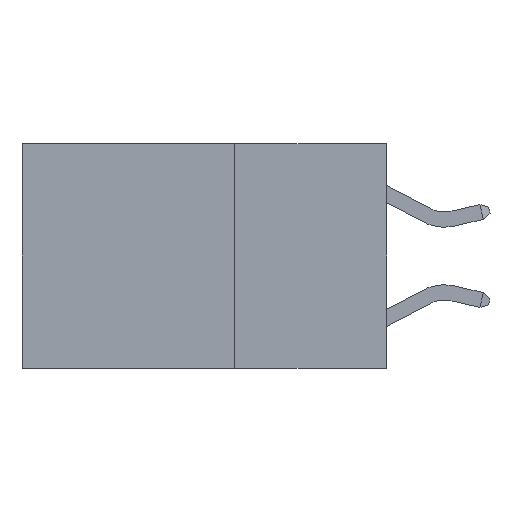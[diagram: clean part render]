
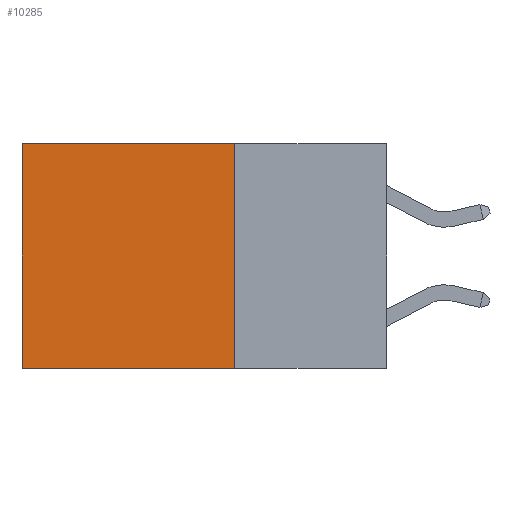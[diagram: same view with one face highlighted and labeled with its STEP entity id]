
A CAD part, left-side view. The second image highlights one B-rep face of the part: STEP entity #10285.
In plain terms, the highlighted planar face has unit normal (-1, 0, 0).
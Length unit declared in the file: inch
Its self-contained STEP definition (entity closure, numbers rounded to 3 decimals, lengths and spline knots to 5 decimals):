
#412 = ORIENTED_EDGE ( 'NONE', *, *, #6512, .F. ) ;
#770 = EDGE_CURVE ( 'NONE', #5325, #6527, #10609, .T. ) ;
#1478 = LINE ( 'NONE', #2671, #7013 ) ;
#2262 = LINE ( 'NONE', #10765, #10340 ) ;
#2414 = CARTESIAN_POINT ( 'NONE',  ( 0.2625, 0.6, -0.37 ) ) ;
#2671 = CARTESIAN_POINT ( 'NONE',  ( 0.2625, 0.6, 0. ) ) ;
#2699 = ORIENTED_EDGE ( 'NONE', *, *, #2854, .T. ) ;
#2854 = EDGE_CURVE ( 'NONE', #6973, #8248, #2262, .T. ) ;
#3520 = DIRECTION ( 'NONE',  ( 0., 0., -1. ) ) ;
#3565 = DIRECTION ( 'NONE',  ( 0., 0., -1. ) ) ;
#4367 = VECTOR ( 'NONE', #11131, 39.37008 ) ;
#4757 = EDGE_LOOP ( 'NONE', ( #8142, #7042, #412, #2699 ) ) ;
#5325 = VERTEX_POINT ( 'NONE', #11472 ) ;
#5491 = LINE ( 'NONE', #7492, #4367 ) ;
#5508 = DIRECTION ( 'NONE',  ( 0., 1., 0. ) ) ;
#6354 = DIRECTION ( 'NONE',  ( 0., 1., 0. ) ) ;
#6445 = CARTESIAN_POINT ( 'NONE',  ( 0.2625, 0.25, -0.37 ) ) ;
#6512 = EDGE_CURVE ( 'NONE', #6973, #5325, #5491, .T. ) ;
#6527 = VERTEX_POINT ( 'NONE', #2414 ) ;
#6973 = VERTEX_POINT ( 'NONE', #10189 ) ;
#7013 = VECTOR ( 'NONE', #3565, 39.37008 ) ;
#7042 = ORIENTED_EDGE ( 'NONE', *, *, #770, .F. ) ;
#7492 = CARTESIAN_POINT ( 'NONE',  ( 0.2625, 0.25, 0. ) ) ;
#7841 = CARTESIAN_POINT ( 'NONE',  ( 0.2625, 0.25, 0. ) ) ;
#7870 = CARTESIAN_POINT ( 'NONE',  ( 0.2625, 0.6, 0. ) ) ;
#7904 = AXIS2_PLACEMENT_3D ( 'NONE', #7841, #11462, #3520 ) ;
#8142 = ORIENTED_EDGE ( 'NONE', *, *, #8898, .T. ) ;
#8248 = VERTEX_POINT ( 'NONE', #7870 ) ;
#8600 = VECTOR ( 'NONE', #5508, 39.37008 ) ;
#8896 = PLANE ( 'NONE',  #7904 ) ;
#8898 = EDGE_CURVE ( 'NONE', #8248, #6527, #1478, .T. ) ;
#10189 = CARTESIAN_POINT ( 'NONE',  ( 0.2625, 0.25, 0. ) ) ;
#10285 = ADVANCED_FACE ( 'NONE', ( #10473 ), #8896, .F. ) ;
#10340 = VECTOR ( 'NONE', #6354, 39.37008 ) ;
#10473 = FACE_OUTER_BOUND ( 'NONE', #4757, .T. ) ;
#10609 = LINE ( 'NONE', #6445, #8600 ) ;
#10765 = CARTESIAN_POINT ( 'NONE',  ( 0.2625, 0.25, 0. ) ) ;
#11131 = DIRECTION ( 'NONE',  ( 0., 0., -1. ) ) ;
#11462 = DIRECTION ( 'NONE',  ( 1., 0., 0. ) ) ;
#11472 = CARTESIAN_POINT ( 'NONE',  ( 0.2625, 0.25, -0.37 ) ) ;
